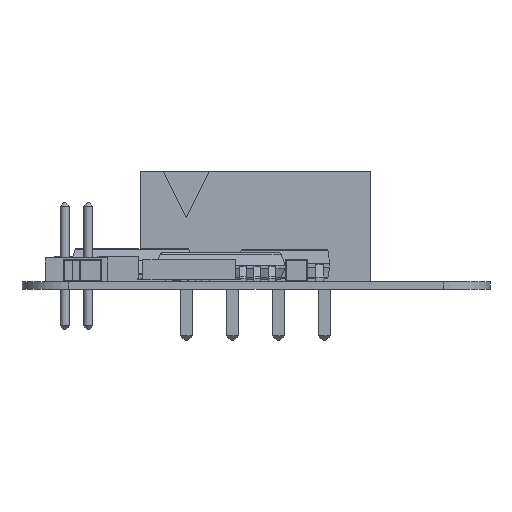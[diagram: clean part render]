
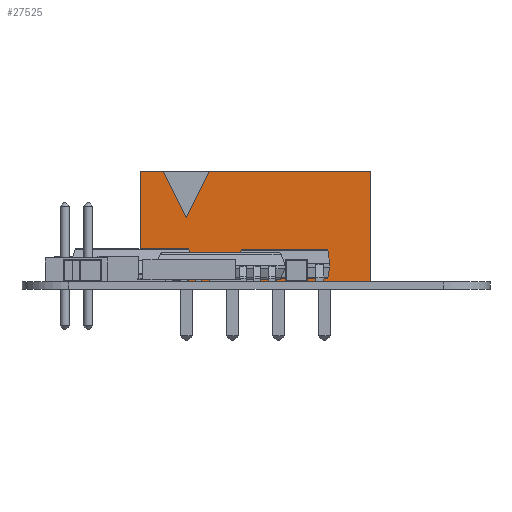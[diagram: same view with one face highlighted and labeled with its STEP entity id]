
A CAD part, left-side view. The second image highlights one B-rep face of the part: STEP entity #27525.
In plain terms, the highlighted planar face has unit normal (-1, 0, 0).
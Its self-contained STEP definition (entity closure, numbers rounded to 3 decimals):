
#27489 = EDGE_CURVE('',#27490,#27492,#27494,.T.);
#27490 = VERTEX_POINT('',#27491);
#27491 = CARTESIAN_POINT('',(35.052,18.992,0.));
#27492 = VERTEX_POINT('',#27493);
#27493 = CARTESIAN_POINT('',(35.052,18.992,6.));
#27494 = LINE('',#27495,#27496);
#27495 = CARTESIAN_POINT('',(35.052,18.992,0.));
#27496 = VECTOR('',#27497,1.);
#27497 = DIRECTION('',(0.,0.,1.));
#27525 = ADVANCED_FACE('',(#27526),#27575,.F.);
#27526 = FACE_BOUND('',#27527,.F.);
#27527 = EDGE_LOOP('',(#27528,#27538,#27544,#27545,#27553,#27561,#27569)
  );
#27528 = ORIENTED_EDGE('',*,*,#27529,.F.);
#27529 = EDGE_CURVE('',#27530,#27532,#27534,.T.);
#27530 = VERTEX_POINT('',#27531);
#27531 = CARTESIAN_POINT('',(35.052,6.492,0.));
#27532 = VERTEX_POINT('',#27533);
#27533 = CARTESIAN_POINT('',(35.052,6.492,6.));
#27534 = LINE('',#27535,#27536);
#27535 = CARTESIAN_POINT('',(35.052,6.492,0.));
#27536 = VECTOR('',#27537,1.);
#27537 = DIRECTION('',(0.,0.,1.));
#27538 = ORIENTED_EDGE('',*,*,#27539,.F.);
#27539 = EDGE_CURVE('',#27490,#27530,#27540,.T.);
#27540 = LINE('',#27541,#27542);
#27541 = CARTESIAN_POINT('',(35.052,18.992,0.));
#27542 = VECTOR('',#27543,1.);
#27543 = DIRECTION('',(0.,-1.,0.));
#27544 = ORIENTED_EDGE('',*,*,#27489,.T.);
#27545 = ORIENTED_EDGE('',*,*,#27546,.T.);
#27546 = EDGE_CURVE('',#27492,#27547,#27549,.T.);
#27547 = VERTEX_POINT('',#27548);
#27548 = CARTESIAN_POINT('',(35.052,17.742,6.));
#27549 = LINE('',#27550,#27551);
#27550 = CARTESIAN_POINT('',(35.052,18.992,6.));
#27551 = VECTOR('',#27552,1.);
#27552 = DIRECTION('',(0.,-1.,0.));
#27553 = ORIENTED_EDGE('',*,*,#27554,.T.);
#27554 = EDGE_CURVE('',#27547,#27555,#27557,.T.);
#27555 = VERTEX_POINT('',#27556);
#27556 = CARTESIAN_POINT('',(35.052,16.492,3.5));
#27557 = LINE('',#27558,#27559);
#27558 = CARTESIAN_POINT('',(35.052,17.742,6.));
#27559 = VECTOR('',#27560,1.);
#27560 = DIRECTION('',(0.,-0.447,-0.894));
#27561 = ORIENTED_EDGE('',*,*,#27562,.F.);
#27562 = EDGE_CURVE('',#27563,#27555,#27565,.T.);
#27563 = VERTEX_POINT('',#27564);
#27564 = CARTESIAN_POINT('',(35.052,15.242,6.));
#27565 = LINE('',#27566,#27567);
#27566 = CARTESIAN_POINT('',(35.052,15.242,6.));
#27567 = VECTOR('',#27568,1.);
#27568 = DIRECTION('',(0.,0.447,-0.894));
#27569 = ORIENTED_EDGE('',*,*,#27570,.T.);
#27570 = EDGE_CURVE('',#27563,#27532,#27571,.T.);
#27571 = LINE('',#27572,#27573);
#27572 = CARTESIAN_POINT('',(35.052,18.992,6.));
#27573 = VECTOR('',#27574,1.);
#27574 = DIRECTION('',(0.,-1.,0.));
#27575 = PLANE('',#27576);
#27576 = AXIS2_PLACEMENT_3D('',#27577,#27578,#27579);
#27577 = CARTESIAN_POINT('',(35.052,18.992,0.));
#27578 = DIRECTION('',(1.,0.,0.));
#27579 = DIRECTION('',(0.,0.,1.));
